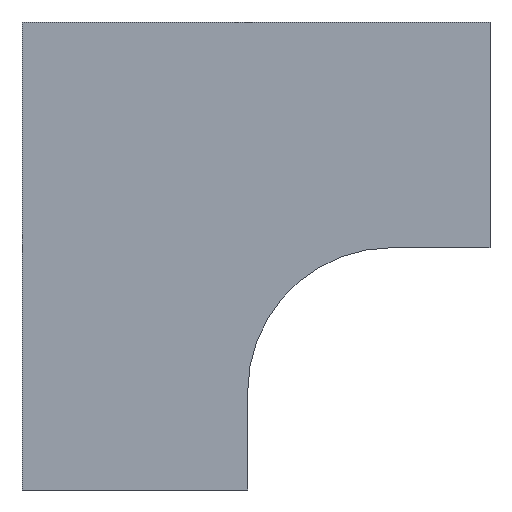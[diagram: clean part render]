
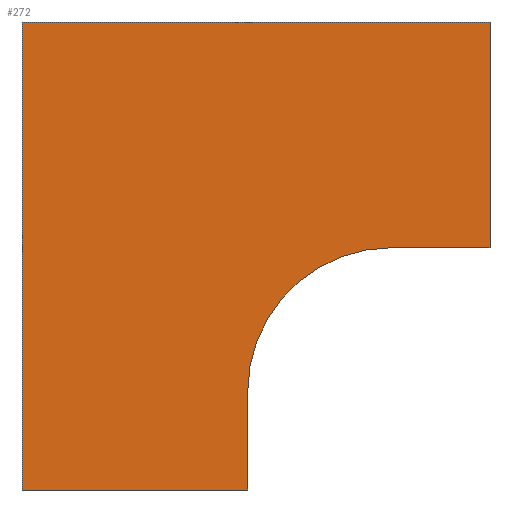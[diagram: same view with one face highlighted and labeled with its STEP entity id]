
A CAD part, front view. The second image highlights one B-rep face of the part: STEP entity #272.
In plain terms, the highlighted planar face has unit normal (0, -1, 0).
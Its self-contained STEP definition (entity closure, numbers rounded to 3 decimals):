
#10 = VERTEX_POINT ( 'NONE', #479 ) ;
#34 = DIRECTION ( 'NONE',  ( 0., 0., -1. ) ) ;
#37 = CARTESIAN_POINT ( 'NONE',  ( -2.3, -47.2, -65. ) ) ;
#41 = LINE ( 'NONE', #415, #535 ) ;
#51 = LINE ( 'NONE', #348, #61 ) ;
#60 = FACE_OUTER_BOUND ( 'NONE', #269, .T. ) ;
#61 = VECTOR ( 'NONE', #342, 1000. ) ;
#89 = LINE ( 'NONE', #212, #95 ) ;
#94 = LINE ( 'NONE', #511, #186 ) ;
#95 = VECTOR ( 'NONE', #495, 1000. ) ;
#101 = CARTESIAN_POINT ( 'NONE',  ( -2.3, -47.2, -65. ) ) ;
#104 = EDGE_CURVE ( 'NONE', #279, #252, #89, .T. ) ;
#109 = DIRECTION ( 'NONE',  ( 0., 0., 1. ) ) ;
#110 = DIRECTION ( 'NONE',  ( 0., -1., 0. ) ) ;
#111 = CARTESIAN_POINT ( 'NONE',  ( 37.7, -47.2, -37.7 ) ) ;
#115 = EDGE_CURVE ( 'NONE', #308, #262, #94, .T. ) ;
#121 = CARTESIAN_POINT ( 'NONE',  ( 65., -47.2, 2.3 ) ) ;
#178 = DIRECTION ( 'NONE',  ( 0., 1., 0. ) ) ;
#182 = LINE ( 'NONE', #37, #493 ) ;
#186 = VECTOR ( 'NONE', #464, 1000. ) ;
#189 = PLANE ( 'NONE',  #381 ) ;
#195 = CARTESIAN_POINT ( 'NONE',  ( -65., -47.2, 65. ) ) ;
#200 = CARTESIAN_POINT ( 'NONE',  ( 37.7, -47.2, -37.7 ) ) ;
#212 = CARTESIAN_POINT ( 'NONE',  ( -65., -47.2, -65. ) ) ;
#217 = VERTEX_POINT ( 'NONE', #298 ) ;
#218 = ORIENTED_EDGE ( 'NONE', *, *, #528, .F. ) ;
#233 = DIRECTION ( 'NONE',  ( 0., 0., 1. ) ) ;
#243 = LINE ( 'NONE', #506, #411 ) ;
#251 = CIRCLE ( 'NONE', #264, 40. ) ;
#252 = VERTEX_POINT ( 'NONE', #393 ) ;
#253 = ORIENTED_EDGE ( 'NONE', *, *, #432, .F. ) ;
#262 = VERTEX_POINT ( 'NONE', #121 ) ;
#264 = AXIS2_PLACEMENT_3D ( 'NONE', #111, #110, #109 ) ;
#265 = CARTESIAN_POINT ( 'NONE',  ( 65., -47.2, 65. ) ) ;
#267 = VERTEX_POINT ( 'NONE', #195 ) ;
#269 = EDGE_LOOP ( 'NONE', ( #467, #474, #253, #280, #374, #450, #218 ) ) ;
#272 = ADVANCED_FACE ( 'NONE', ( #60 ), #189, .F. ) ;
#279 = VERTEX_POINT ( 'NONE', #101 ) ;
#280 = ORIENTED_EDGE ( 'NONE', *, *, #382, .F. ) ;
#284 = EDGE_CURVE ( 'NONE', #252, #267, #51, .T. ) ;
#298 = CARTESIAN_POINT ( 'NONE',  ( -2.3, -47.2, -37.7 ) ) ;
#307 = EDGE_CURVE ( 'NONE', #262, #10, #41, .T. ) ;
#308 = VERTEX_POINT ( 'NONE', #265 ) ;
#342 = DIRECTION ( 'NONE',  ( 0., 0., 1. ) ) ;
#348 = CARTESIAN_POINT ( 'NONE',  ( -65., -47.2, 65. ) ) ;
#374 = ORIENTED_EDGE ( 'NONE', *, *, #307, .F. ) ;
#381 = AXIS2_PLACEMENT_3D ( 'NONE', #200, #178, #233 ) ;
#382 = EDGE_CURVE ( 'NONE', #10, #217, #251, .T. ) ;
#393 = CARTESIAN_POINT ( 'NONE',  ( -65., -47.2, -65. ) ) ;
#411 = VECTOR ( 'NONE', #480, 1000. ) ;
#415 = CARTESIAN_POINT ( 'NONE',  ( 37.7, -47.2, 2.3 ) ) ;
#432 = EDGE_CURVE ( 'NONE', #217, #279, #182, .T. ) ;
#436 = DIRECTION ( 'NONE',  ( -1., 0., 0. ) ) ;
#450 = ORIENTED_EDGE ( 'NONE', *, *, #115, .F. ) ;
#464 = DIRECTION ( 'NONE',  ( 0., 0., -1. ) ) ;
#467 = ORIENTED_EDGE ( 'NONE', *, *, #284, .F. ) ;
#474 = ORIENTED_EDGE ( 'NONE', *, *, #104, .F. ) ;
#479 = CARTESIAN_POINT ( 'NONE',  ( 37.7, -47.2, 2.3 ) ) ;
#480 = DIRECTION ( 'NONE',  ( 1., 0., 0. ) ) ;
#493 = VECTOR ( 'NONE', #34, 1000. ) ;
#495 = DIRECTION ( 'NONE',  ( -1., 0., 0. ) ) ;
#506 = CARTESIAN_POINT ( 'NONE',  ( -65., -47.2, 65. ) ) ;
#511 = CARTESIAN_POINT ( 'NONE',  ( 65., -47.2, 2.3 ) ) ;
#528 = EDGE_CURVE ( 'NONE', #267, #308, #243, .T. ) ;
#535 = VECTOR ( 'NONE', #436, 1000. ) ;
